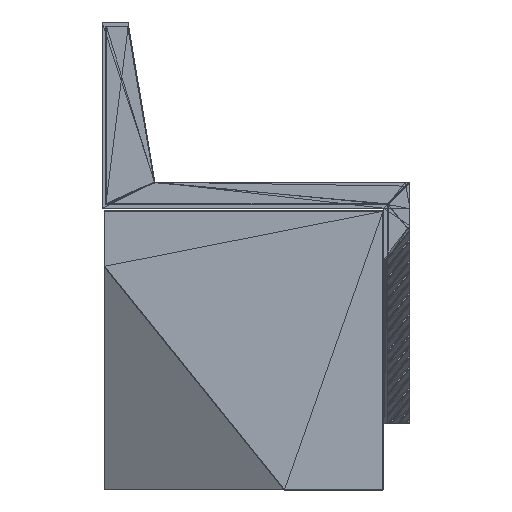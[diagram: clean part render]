
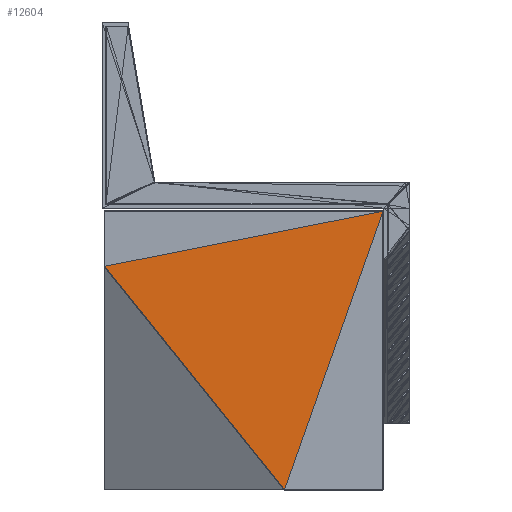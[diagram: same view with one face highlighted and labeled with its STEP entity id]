
A CAD part, left-side view. The second image highlights one B-rep face of the part: STEP entity #12604.
In plain terms, the highlighted free-form (B-spline) face has degree [1, 1] with [2, 2] control points.
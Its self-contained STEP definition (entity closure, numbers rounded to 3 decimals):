
#12604=ADVANCED_FACE('',(#25140),#129789,.T.);
#25140=FACE_OUTER_BOUND('',#37676,.T.);
#37676=EDGE_LOOP('',(#74690,#74691,#74692));
#74690=ORIENTED_EDGE('',*,*,#93924,.F.);
#74691=ORIENTED_EDGE('',*,*,#93925,.T.);
#74692=ORIENTED_EDGE('',*,*,#93937,.F.);
#93924=EDGE_CURVE('',#119361,#119363,#112728,.T.);
#93925=EDGE_CURVE('',#119361,#119364,#112729,.T.);
#93937=EDGE_CURVE('',#119363,#119364,#112741,.T.);
#112728=B_SPLINE_CURVE_WITH_KNOTS('',1,(#223215,#223216),.UNSPECIFIED.,
 .F.,.F.,(2,2),(0.,1.),.UNSPECIFIED.);
#112729=B_SPLINE_CURVE_WITH_KNOTS('',1,(#223217,#223218),.UNSPECIFIED.,
 .F.,.F.,(2,2),(0.,1.),.UNSPECIFIED.);
#112741=B_SPLINE_CURVE_WITH_KNOTS('',1,(#223241,#223242),.UNSPECIFIED.,
 .F.,.F.,(2,2),(0.,1.),.UNSPECIFIED.);
#119361=VERTEX_POINT('',#223057);
#119363=VERTEX_POINT('',#223059);
#119364=VERTEX_POINT('',#223060);
#129789=B_SPLINE_SURFACE_WITH_KNOTS('',1,1,((#222034,#222035),(#222036,
#222037)),.UNSPECIFIED.,.F.,.F.,.F.,(2,2),(2,2),(0.,475.219),(0.,
456.686),.UNSPECIFIED.);
#222034=CARTESIAN_POINT('',(0.,201.955,1.));
#222035=CARTESIAN_POINT('',(0.,649.955,-87.647));
#222036=CARTESIAN_POINT('',(0.,43.434,449.));
#222037=CARTESIAN_POINT('',(0.,491.434,360.353));
#223057=CARTESIAN_POINT('',(0.,43.434,449.));
#223059=CARTESIAN_POINT('',(0.,201.955,1.));
#223060=CARTESIAN_POINT('',(0.,491.434,360.353));
#223215=CARTESIAN_POINT('',(0.,43.434,449.));
#223216=CARTESIAN_POINT('',(0.,201.955,1.));
#223217=CARTESIAN_POINT('',(0.,43.434,449.));
#223218=CARTESIAN_POINT('',(0.,491.434,360.353));
#223241=CARTESIAN_POINT('',(0.,201.955,1.));
#223242=CARTESIAN_POINT('',(0.,491.434,360.353));
